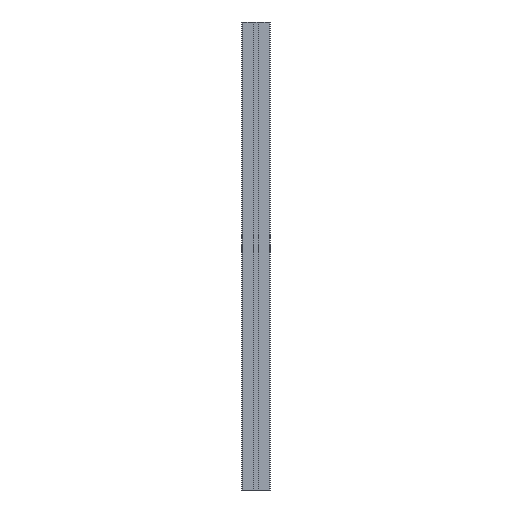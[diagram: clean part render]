
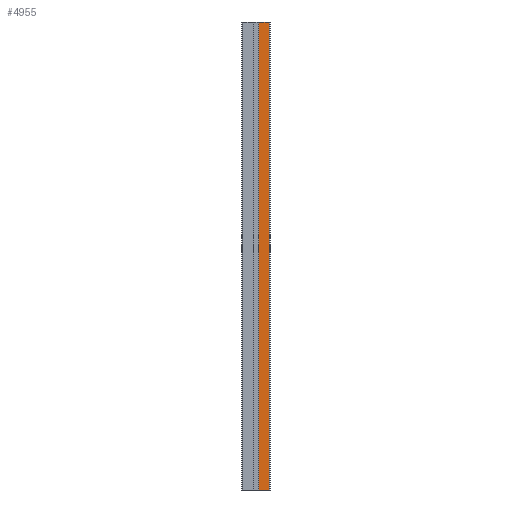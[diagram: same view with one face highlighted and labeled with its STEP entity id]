
A CAD part, front view. The second image highlights one B-rep face of the part: STEP entity #4955.
In plain terms, the highlighted planar face has unit normal (0, -1, 0).
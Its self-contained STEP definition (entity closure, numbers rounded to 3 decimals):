
#329 = LINE ( 'NONE', #6100, #4325 ) ;
#553 = VERTEX_POINT ( 'NONE', #7411 ) ;
#855 = ORIENTED_EDGE ( 'NONE', *, *, #1437, .F. ) ;
#1103 = CARTESIAN_POINT ( 'NONE',  ( 28., 0., 0. ) ) ;
#1437 = EDGE_CURVE ( 'NONE', #2566, #3027, #329, .T. ) ;
#1587 = EDGE_LOOP ( 'NONE', ( #3861, #855, #6477, #4131 ) ) ;
#1752 = DIRECTION ( 'NONE',  ( 0., 0., 1. ) ) ;
#1814 = EDGE_CURVE ( 'NONE', #553, #8517, #7281, .T. ) ;
#2170 = AXIS2_PLACEMENT_3D ( 'NONE', #5942, #5071, #4386 ) ;
#2276 = PLANE ( 'NONE',  #2170 ) ;
#2442 = DIRECTION ( 'NONE',  ( 1., 0., 0. ) ) ;
#2566 = VERTEX_POINT ( 'NONE', #7662 ) ;
#2975 = VECTOR ( 'NONE', #5836, 1000. ) ;
#3013 = CARTESIAN_POINT ( 'NONE',  ( 6.1, 0., 1000. ) ) ;
#3027 = VERTEX_POINT ( 'NONE', #3013 ) ;
#3518 = EDGE_CURVE ( 'NONE', #3027, #8517, #8723, .T. ) ;
#3861 = ORIENTED_EDGE ( 'NONE', *, *, #3518, .F. ) ;
#4118 = VECTOR ( 'NONE', #2442, 1000. ) ;
#4131 = ORIENTED_EDGE ( 'NONE', *, *, #1814, .T. ) ;
#4205 = LINE ( 'NONE', #5621, #2975 ) ;
#4325 = VECTOR ( 'NONE', #1752, 1000. ) ;
#4386 = DIRECTION ( 'NONE',  ( 0., 0., -1. ) ) ;
#4602 = CARTESIAN_POINT ( 'NONE',  ( 6.1, 0., 1000. ) ) ;
#4955 = ADVANCED_FACE ( 'NONE', ( #8550 ), #2276, .T. ) ;
#5071 = DIRECTION ( 'NONE',  ( 0., -1., 0. ) ) ;
#5621 = CARTESIAN_POINT ( 'NONE',  ( 6.1, 0., 0. ) ) ;
#5836 = DIRECTION ( 'NONE',  ( 1., 0., 0. ) ) ;
#5942 = CARTESIAN_POINT ( 'NONE',  ( 6.1, 0., 0. ) ) ;
#5950 = DIRECTION ( 'NONE',  ( 0., 0., 1. ) ) ;
#6100 = CARTESIAN_POINT ( 'NONE',  ( 6.1, 0., 0. ) ) ;
#6477 = ORIENTED_EDGE ( 'NONE', *, *, #8431, .T. ) ;
#7281 = LINE ( 'NONE', #1103, #7926 ) ;
#7411 = CARTESIAN_POINT ( 'NONE',  ( 28., 0., 0. ) ) ;
#7662 = CARTESIAN_POINT ( 'NONE',  ( 6.1, 0., 0. ) ) ;
#7926 = VECTOR ( 'NONE', #5950, 1000. ) ;
#8431 = EDGE_CURVE ( 'NONE', #2566, #553, #4205, .T. ) ;
#8517 = VERTEX_POINT ( 'NONE', #8621 ) ;
#8550 = FACE_OUTER_BOUND ( 'NONE', #1587, .T. ) ;
#8621 = CARTESIAN_POINT ( 'NONE',  ( 28., 0., 1000. ) ) ;
#8723 = LINE ( 'NONE', #4602, #4118 ) ;
